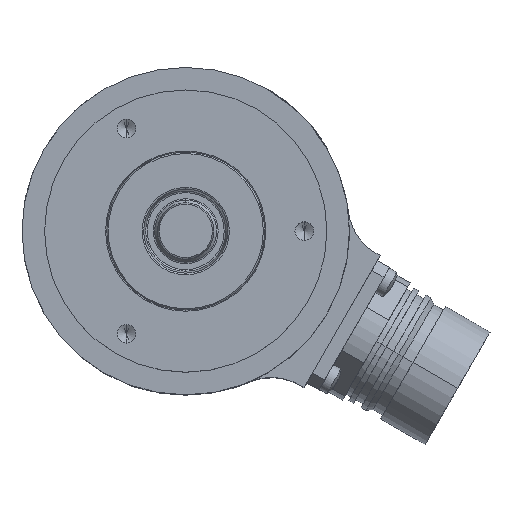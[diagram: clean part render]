
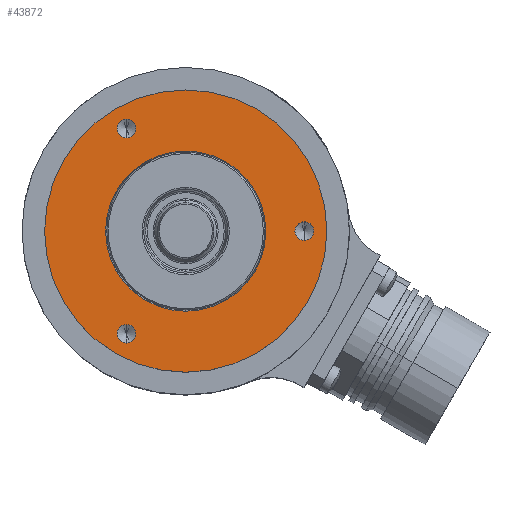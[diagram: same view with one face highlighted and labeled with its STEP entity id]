
A CAD part, top view. The second image highlights one B-rep face of the part: STEP entity #43872.
In plain terms, the highlighted planar face has unit normal (0, 0, 1).
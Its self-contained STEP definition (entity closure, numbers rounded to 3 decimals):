
#16360=CARTESIAN_POINT('',(0.,0.,27.));
#16361=DIRECTION('',(0.,0.,-1.));
#16362=DIRECTION('',(0.,1.,0.));
#16363=AXIS2_PLACEMENT_3D('',#16360,#16361,#16362);
#16365=CARTESIAN_POINT('',(0.,0.,27.));
#16366=DIRECTION('',(0.,0.,-1.));
#16367=DIRECTION('',(0.,-1.,0.));
#16368=AXIS2_PLACEMENT_3D('',#16365,#16366,#16367);
#16370=CARTESIAN_POINT('',(21.,0.,27.));
#16371=DIRECTION('',(0.,0.,1.));
#16372=DIRECTION('',(0.,-1.,0.));
#16373=AXIS2_PLACEMENT_3D('',#16370,#16371,#16372);
#16375=CARTESIAN_POINT('',(21.,0.,27.));
#16376=DIRECTION('',(0.,0.,1.));
#16377=DIRECTION('',(0.,1.,0.));
#16378=AXIS2_PLACEMENT_3D('',#16375,#16376,#16377);
#16380=CARTESIAN_POINT('',(-10.5,-18.187,27.));
#16381=DIRECTION('',(0.,0.,1.));
#16382=DIRECTION('',(0.,-1.,0.));
#16383=AXIS2_PLACEMENT_3D('',#16380,#16381,#16382);
#16385=CARTESIAN_POINT('',(-10.5,-18.187,27.));
#16386=DIRECTION('',(0.,0.,1.));
#16387=DIRECTION('',(0.,1.,0.));
#16388=AXIS2_PLACEMENT_3D('',#16385,#16386,#16387);
#16390=CARTESIAN_POINT('',(-10.5,18.187,27.));
#16391=DIRECTION('',(0.,0.,1.));
#16392=DIRECTION('',(0.,-1.,0.));
#16393=AXIS2_PLACEMENT_3D('',#16390,#16391,#16392);
#16395=CARTESIAN_POINT('',(-10.5,18.187,27.));
#16396=DIRECTION('',(0.,0.,1.));
#16397=DIRECTION('',(0.,1.,0.));
#16398=AXIS2_PLACEMENT_3D('',#16395,#16396,#16397);
#16405=CARTESIAN_POINT('',(0.,0.,27.));
#16406=DIRECTION('',(0.,0.,-1.));
#16407=DIRECTION('',(-1.,0.,0.));
#16408=AXIS2_PLACEMENT_3D('',#16405,#16406,#16407);
#16423=CARTESIAN_POINT('',(0.,0.,27.));
#16424=DIRECTION('',(0.,0.,-1.));
#16425=DIRECTION('',(1.,0.,0.));
#16426=AXIS2_PLACEMENT_3D('',#16423,#16424,#16425);
#23495=CARTESIAN_POINT('',(0.,25.,27.));
#23496=CARTESIAN_POINT('',(0.,-25.,27.));
#23497=VERTEX_POINT('',#23495);
#23498=VERTEX_POINT('',#23496);
#23701=CARTESIAN_POINT('',(14.188,0.,27.));
#23702=CARTESIAN_POINT('',(-14.188,0.,27.));
#23703=VERTEX_POINT('',#23701);
#23704=VERTEX_POINT('',#23702);
#23913=CARTESIAN_POINT('',(21.,-1.65,27.));
#23914=CARTESIAN_POINT('',(21.,1.65,27.));
#23915=VERTEX_POINT('',#23913);
#23916=VERTEX_POINT('',#23914);
#23923=CARTESIAN_POINT('',(-10.5,-19.837,27.));
#23924=CARTESIAN_POINT('',(-10.5,-16.537,27.));
#23925=VERTEX_POINT('',#23923);
#23926=VERTEX_POINT('',#23924);
#23933=CARTESIAN_POINT('',(-10.5,16.537,27.));
#23934=CARTESIAN_POINT('',(-10.5,19.837,27.));
#23935=VERTEX_POINT('',#23933);
#23936=VERTEX_POINT('',#23934);
#43838=CARTESIAN_POINT('',(0.,0.,27.));
#43839=DIRECTION('',(0.,0.,1.));
#43840=DIRECTION('',(1.,0.,0.));
#43841=AXIS2_PLACEMENT_3D('',#43838,#43839,#43840);
#43842=PLANE('',#43841);
#43844=ORIENTED_EDGE('',*,*,#43843,.T.);
#43845=ORIENTED_EDGE('',*,*,#43828,.T.);
#43846=EDGE_LOOP('',(#43844,#43845));
#43847=FACE_OUTER_BOUND('',#43846,.F.);
#43849=ORIENTED_EDGE('',*,*,#43848,.F.);
#43851=ORIENTED_EDGE('',*,*,#43850,.F.);
#43852=EDGE_LOOP('',(#43849,#43851));
#43853=FACE_BOUND('',#43852,.F.);
#43855=ORIENTED_EDGE('',*,*,#43854,.T.);
#43857=ORIENTED_EDGE('',*,*,#43856,.T.);
#43858=EDGE_LOOP('',(#43855,#43857));
#43859=FACE_BOUND('',#43858,.F.);
#43861=ORIENTED_EDGE('',*,*,#43860,.T.);
#43863=ORIENTED_EDGE('',*,*,#43862,.T.);
#43864=EDGE_LOOP('',(#43861,#43863));
#43865=FACE_BOUND('',#43864,.F.);
#43867=ORIENTED_EDGE('',*,*,#43866,.T.);
#43869=ORIENTED_EDGE('',*,*,#43868,.T.);
#43870=EDGE_LOOP('',(#43867,#43869));
#43871=FACE_BOUND('',#43870,.F.);
#16364=CIRCLE('',#16363,25.);
#16369=CIRCLE('',#16368,25.);
#16374=CIRCLE('',#16373,1.65);
#16379=CIRCLE('',#16378,1.65);
#16384=CIRCLE('',#16383,1.65);
#16389=CIRCLE('',#16388,1.65);
#16394=CIRCLE('',#16393,1.65);
#16399=CIRCLE('',#16398,1.65);
#16409=CIRCLE('',#16408,14.188);
#16427=CIRCLE('',#16426,14.188);
#43828=EDGE_CURVE('',#23498,#23497,#16369,.T.);
#43843=EDGE_CURVE('',#23497,#23498,#16364,.T.);
#43848=EDGE_CURVE('',#23704,#23703,#16409,.T.);
#43850=EDGE_CURVE('',#23703,#23704,#16427,.T.);
#43854=EDGE_CURVE('',#23915,#23916,#16374,.T.);
#43856=EDGE_CURVE('',#23916,#23915,#16379,.T.);
#43860=EDGE_CURVE('',#23925,#23926,#16384,.T.);
#43862=EDGE_CURVE('',#23926,#23925,#16389,.T.);
#43866=EDGE_CURVE('',#23935,#23936,#16394,.T.);
#43868=EDGE_CURVE('',#23936,#23935,#16399,.T.);
#43872=ADVANCED_FACE('',(#43847,#43853,#43859,#43865,#43871),#43842,.T.);
